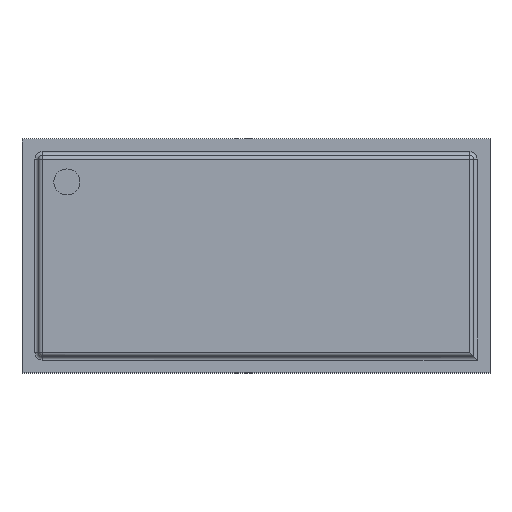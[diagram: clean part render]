
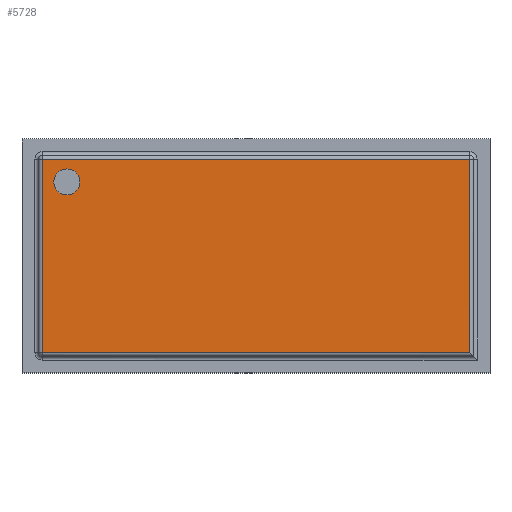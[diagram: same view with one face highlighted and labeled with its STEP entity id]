
A CAD part, top view. The second image highlights one B-rep face of the part: STEP entity #5728.
In plain terms, the highlighted planar face has unit normal (0, 0, 1).
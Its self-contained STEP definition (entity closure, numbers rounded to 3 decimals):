
#285 = DIRECTION ( 'NONE',  ( 0., 1., 0. ) ) ;
#356 = CARTESIAN_POINT ( 'NONE',  ( -11.6, -5.45, 3.3 ) ) ;
#685 = VECTOR ( 'NONE', #285, 1000. ) ;
#861 = LINE ( 'NONE', #3997, #685 ) ;
#974 = DIRECTION ( 'NONE',  ( 0., 0., 1. ) ) ;
#1019 = CARTESIAN_POINT ( 'NONE',  ( 11.6, -5.25, 3.3 ) ) ;
#1118 = CARTESIAN_POINT ( 'NONE',  ( 11.8, -5.25, 3.3 ) ) ;
#1206 = CARTESIAN_POINT ( 'NONE',  ( -11.8, 5.25, 3.3 ) ) ;
#1344 = CARTESIAN_POINT ( 'NONE',  ( -11.6, 5.25, 3.3 ) ) ;
#1356 = PLANE ( 'NONE',  #2813 ) ;
#1438 = EDGE_CURVE ( 'NONE', #5996, #5576, #861, .T. ) ;
#1445 = DIRECTION ( 'NONE',  ( 0., -1., 0. ) ) ;
#1512 = EDGE_CURVE ( 'NONE', #4688, #2849, #5997, .T. ) ;
#1607 = VECTOR ( 'NONE', #1445, 1000. ) ;
#2028 = FACE_OUTER_BOUND ( 'NONE', #2689, .T. ) ;
#2401 = DIRECTION ( 'NONE',  ( 0., 0., 1. ) ) ;
#2528 = ORIENTED_EDGE ( 'NONE', *, *, #3938, .T. ) ;
#2689 = EDGE_LOOP ( 'NONE', ( #2528, #5828, #5965, #4501 ) ) ;
#2769 = DIRECTION ( 'NONE',  ( -1., 0., 0. ) ) ;
#2813 = AXIS2_PLACEMENT_3D ( 'NONE', #5024, #2401, #6108 ) ;
#2826 = CARTESIAN_POINT ( 'NONE',  ( -9.559, 4.016, 3.3 ) ) ;
#2849 = VERTEX_POINT ( 'NONE', #5746 ) ;
#3284 = CARTESIAN_POINT ( 'NONE',  ( 11.6, 5.25, 3.3 ) ) ;
#3300 = VECTOR ( 'NONE', #4789, 1000. ) ;
#3938 = EDGE_CURVE ( 'NONE', #2849, #5996, #6120, .T. ) ;
#3997 = CARTESIAN_POINT ( 'NONE',  ( 11.6, 5.45, 3.3 ) ) ;
#4088 = EDGE_LOOP ( 'NONE', ( #6876 ) ) ;
#4119 = VECTOR ( 'NONE', #2769, 1000. ) ;
#4136 = CARTESIAN_POINT ( 'NONE',  ( -10.264, 4.016, 3.3 ) ) ;
#4187 = AXIS2_PLACEMENT_3D ( 'NONE', #4136, #974, #4648 ) ;
#4286 = EDGE_CURVE ( 'NONE', #6737, #6737, #5260, .T. ) ;
#4501 = ORIENTED_EDGE ( 'NONE', *, *, #1512, .T. ) ;
#4648 = DIRECTION ( 'NONE',  ( 1., 0., 0. ) ) ;
#4688 = VERTEX_POINT ( 'NONE', #1344 ) ;
#4761 = LINE ( 'NONE', #1206, #4119 ) ;
#4789 = DIRECTION ( 'NONE',  ( 1., 0., 0. ) ) ;
#5010 = EDGE_CURVE ( 'NONE', #5576, #4688, #4761, .T. ) ;
#5024 = CARTESIAN_POINT ( 'NONE',  ( 0., 0., 3.3 ) ) ;
#5260 = CIRCLE ( 'NONE', #4187, 0.705 ) ;
#5576 = VERTEX_POINT ( 'NONE', #3284 ) ;
#5728 = ADVANCED_FACE ( 'NONE', ( #6259, #2028 ), #1356, .T. ) ;
#5746 = CARTESIAN_POINT ( 'NONE',  ( -11.6, -5.25, 3.3 ) ) ;
#5828 = ORIENTED_EDGE ( 'NONE', *, *, #1438, .T. ) ;
#5965 = ORIENTED_EDGE ( 'NONE', *, *, #5010, .T. ) ;
#5996 = VERTEX_POINT ( 'NONE', #1019 ) ;
#5997 = LINE ( 'NONE', #356, #1607 ) ;
#6108 = DIRECTION ( 'NONE',  ( 1., 0., 0. ) ) ;
#6120 = LINE ( 'NONE', #1118, #3300 ) ;
#6259 = FACE_BOUND ( 'NONE', #4088, .T. ) ;
#6737 = VERTEX_POINT ( 'NONE', #2826 ) ;
#6876 = ORIENTED_EDGE ( 'NONE', *, *, #4286, .F. ) ;
